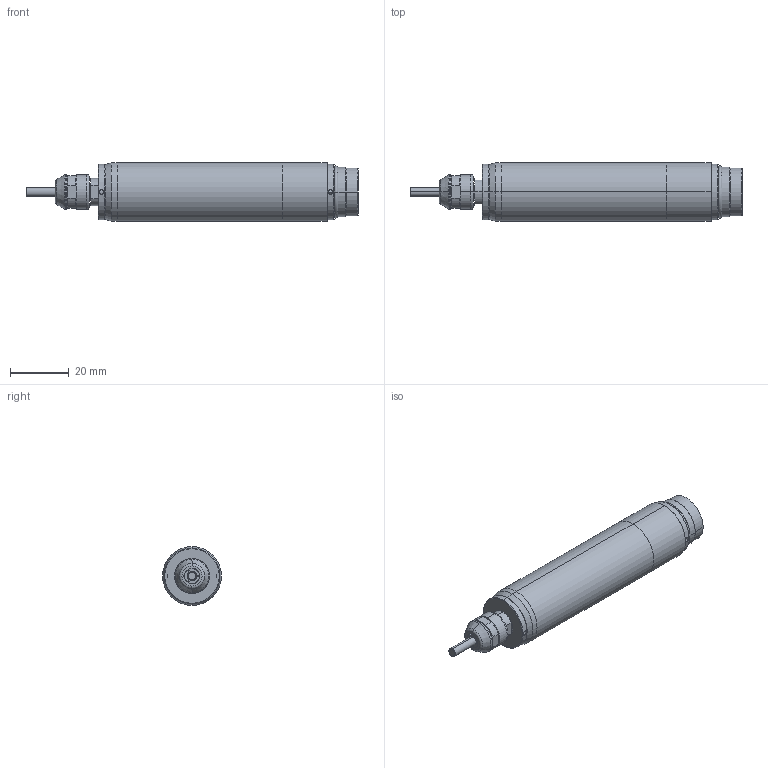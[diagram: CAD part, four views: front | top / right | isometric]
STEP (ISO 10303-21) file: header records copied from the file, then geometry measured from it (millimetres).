
FILE_DESCRIPTION (( 'STEP AP203' ), '1' );
FILE_NAME ('BMJ-320.STEP', '2016-03-03T23:39:23', ( '株式会社ナカニシ' ), ( '' ), 'SwSTEP 2.0', 'SolidWorks 2013', '' );
FILE_SCHEMA (( 'CONFIG_CONTROL_DESIGN' ));
Length unit declared in the file: millimetre
Products named in the file (1): BMJ-320
Bounding box: 112.77 x 20 x 20 mm (x, y, z)
Surface area: 7957.8 mm2 (no closed solid volume)
Topology: 0 solids, 19 shells, 178 faces, 520 edges, 351 vertices
Faces by surface type: cylinder 56, cone 50, plane 40, sphere 14, torus 10, bspline 8
Entity records: 6258 total; most frequent: CARTESIAN_POINT 1542, DIRECTION 1040, ORIENTED_EDGE 856, EDGE_CURVE 506, AXIS2_PLACEMENT_3D 436, VERTEX_POINT 351, CIRCLE 265, EDGE_LOOP 203
